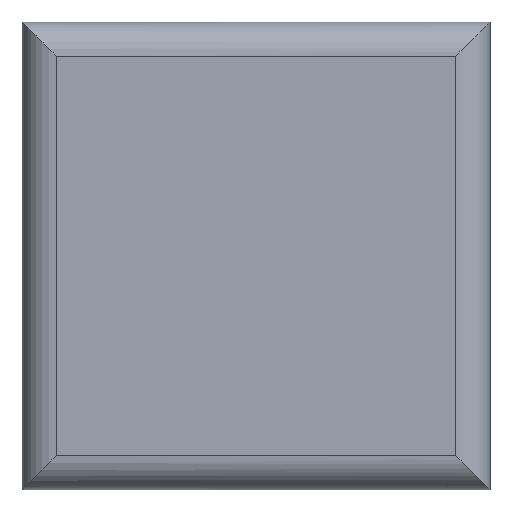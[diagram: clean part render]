
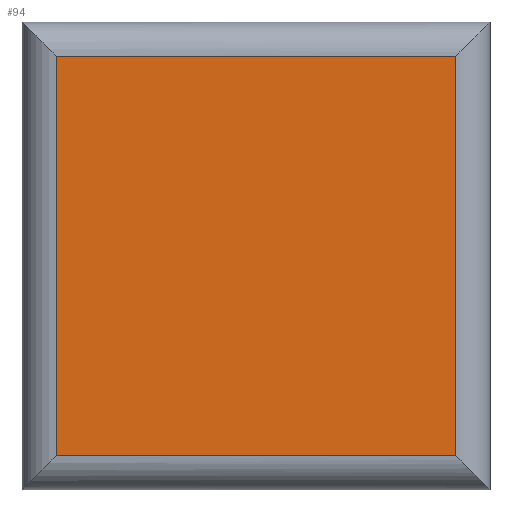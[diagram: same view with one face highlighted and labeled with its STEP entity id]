
A CAD part, top view. The second image highlights one B-rep face of the part: STEP entity #94.
In plain terms, the highlighted planar face has unit normal (0, 0, 1).
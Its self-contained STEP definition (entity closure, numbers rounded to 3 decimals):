
#5 = VERTEX_POINT ( 'NONE', #324 ) ;
#21 = VERTEX_POINT ( 'NONE', #138 ) ;
#55 = VECTOR ( 'NONE', #265, 1000. ) ;
#67 = CARTESIAN_POINT ( 'NONE',  ( 0., 0., 3. ) ) ;
#80 = LINE ( 'NONE', #89, #55 ) ;
#89 = CARTESIAN_POINT ( 'NONE',  ( -20.5, 17.5, 3. ) ) ;
#94 = ADVANCED_FACE ( 'NONE', ( #372 ), #179, .T. ) ;
#107 = CARTESIAN_POINT ( 'NONE',  ( -17.5, -20.5, 3. ) ) ;
#109 = DIRECTION ( 'NONE',  ( 0., -1., 0. ) ) ;
#113 = ORIENTED_EDGE ( 'NONE', *, *, #209, .T. ) ;
#138 = CARTESIAN_POINT ( 'NONE',  ( -17.5, 17.5, 3. ) ) ;
#141 = LINE ( 'NONE', #237, #325 ) ;
#178 = EDGE_CURVE ( 'NONE', #21, #187, #362, .T. ) ;
#179 = PLANE ( 'NONE',  #190 ) ;
#187 = VERTEX_POINT ( 'NONE', #416 ) ;
#190 = AXIS2_PLACEMENT_3D ( 'NONE', #67, #366, #333 ) ;
#199 = ORIENTED_EDGE ( 'NONE', *, *, #393, .T. ) ;
#209 = EDGE_CURVE ( 'NONE', #446, #21, #80, .T. ) ;
#211 = VECTOR ( 'NONE', #460, 1000. ) ;
#237 = CARTESIAN_POINT ( 'NONE',  ( 17.5, 20.5, 3. ) ) ;
#265 = DIRECTION ( 'NONE',  ( -1., 0., 0. ) ) ;
#276 = DIRECTION ( 'NONE',  ( 0., 1., 0. ) ) ;
#311 = LINE ( 'NONE', #330, #211 ) ;
#324 = CARTESIAN_POINT ( 'NONE',  ( 17.5, -17.5, 3. ) ) ;
#325 = VECTOR ( 'NONE', #276, 1000. ) ;
#330 = CARTESIAN_POINT ( 'NONE',  ( 20.5, -17.5, 3. ) ) ;
#333 = DIRECTION ( 'NONE',  ( 1., 0., 0. ) ) ;
#346 = EDGE_CURVE ( 'NONE', #187, #5, #311, .T. ) ;
#349 = ORIENTED_EDGE ( 'NONE', *, *, #178, .T. ) ;
#360 = ORIENTED_EDGE ( 'NONE', *, *, #346, .T. ) ;
#362 = LINE ( 'NONE', #107, #378 ) ;
#366 = DIRECTION ( 'NONE',  ( 0., 0., 1. ) ) ;
#372 = FACE_OUTER_BOUND ( 'NONE', #433, .T. ) ;
#378 = VECTOR ( 'NONE', #109, 1000. ) ;
#393 = EDGE_CURVE ( 'NONE', #5, #446, #141, .T. ) ;
#416 = CARTESIAN_POINT ( 'NONE',  ( -17.5, -17.5, 3. ) ) ;
#433 = EDGE_LOOP ( 'NONE', ( #349, #360, #199, #113 ) ) ;
#446 = VERTEX_POINT ( 'NONE', #472 ) ;
#460 = DIRECTION ( 'NONE',  ( 1., 0., 0. ) ) ;
#472 = CARTESIAN_POINT ( 'NONE',  ( 17.5, 17.5, 3. ) ) ;
